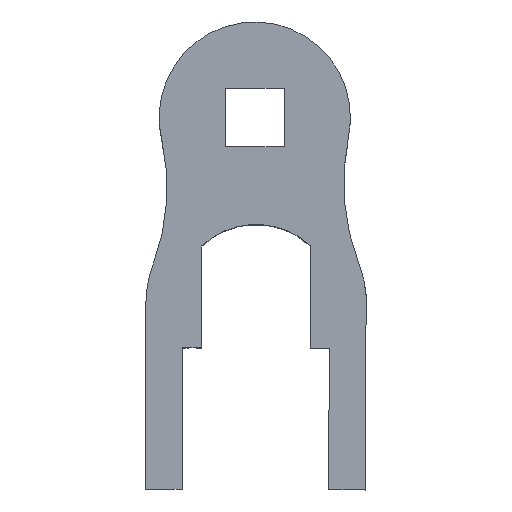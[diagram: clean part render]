
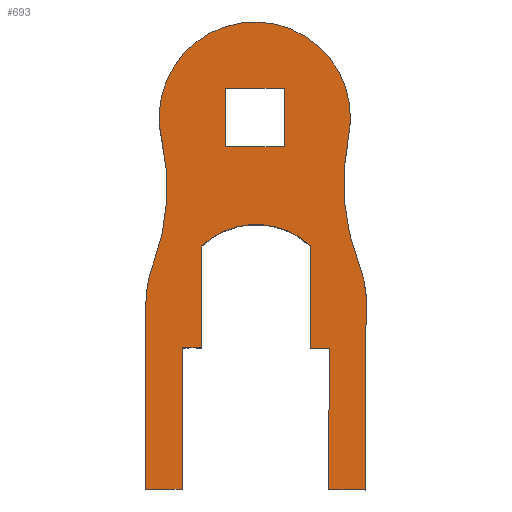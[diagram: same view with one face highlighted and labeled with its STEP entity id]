
A CAD part, top view. The second image highlights one B-rep face of the part: STEP entity #693.
In plain terms, the highlighted planar face has unit normal (0, 0, 1).
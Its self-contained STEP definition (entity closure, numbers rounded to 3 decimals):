
#28=FACE_BOUND('',#70,.T.);
#31=FACE_OUTER_BOUND('',#69,.T.);
#69=EDGE_LOOP('',(#459,#460,#461,#462,#463,#464,#465,#466,#467,#468,#469,
#470,#471,#472,#473,#474,#475,#476));
#70=EDGE_LOOP('',(#477,#478,#479,#480));
#110=CIRCLE('',#746,7.5);
#111=CIRCLE('',#747,15.);
#112=CIRCLE('',#748,6.5);
#113=CIRCLE('',#749,6.5);
#114=CIRCLE('',#750,15.);
#115=CIRCLE('',#751,7.5);
#116=CIRCLE('',#752,5.401);
#132=LINE('',#1009,#210);
#133=LINE('',#1011,#211);
#134=LINE('',#1013,#212);
#135=LINE('',#1015,#213);
#136=LINE('',#1017,#214);
#137=LINE('',#1019,#215);
#138=LINE('',#1033,#216);
#139=LINE('',#1035,#217);
#140=LINE('',#1037,#218);
#141=LINE('',#1039,#219);
#142=LINE('',#1041,#220);
#143=LINE('',#1045,#221);
#144=LINE('',#1047,#222);
#145=LINE('',#1049,#223);
#146=LINE('',#1050,#224);
#210=VECTOR('',#809,10.);
#211=VECTOR('',#810,10.);
#212=VECTOR('',#811,10.);
#213=VECTOR('',#812,10.);
#214=VECTOR('',#813,10.);
#215=VECTOR('',#814,10.);
#216=VECTOR('',#827,10.);
#217=VECTOR('',#828,10.);
#218=VECTOR('',#829,10.);
#219=VECTOR('',#830,10.);
#220=VECTOR('',#831,10.);
#221=VECTOR('',#834,10.);
#222=VECTOR('',#835,10.);
#223=VECTOR('',#836,10.);
#224=VECTOR('',#837,10.);
#288=VERTEX_POINT('',#1007);
#289=VERTEX_POINT('',#1008);
#290=VERTEX_POINT('',#1010);
#291=VERTEX_POINT('',#1012);
#292=VERTEX_POINT('',#1014);
#293=VERTEX_POINT('',#1016);
#294=VERTEX_POINT('',#1018);
#295=VERTEX_POINT('',#1020);
#296=VERTEX_POINT('',#1022);
#297=VERTEX_POINT('',#1024);
#298=VERTEX_POINT('',#1026);
#299=VERTEX_POINT('',#1028);
#300=VERTEX_POINT('',#1030);
#301=VERTEX_POINT('',#1032);
#302=VERTEX_POINT('',#1034);
#303=VERTEX_POINT('',#1036);
#304=VERTEX_POINT('',#1038);
#305=VERTEX_POINT('',#1040);
#306=VERTEX_POINT('',#1043);
#307=VERTEX_POINT('',#1044);
#308=VERTEX_POINT('',#1046);
#309=VERTEX_POINT('',#1048);
#356=EDGE_CURVE('',#288,#289,#132,.T.);
#357=EDGE_CURVE('',#290,#288,#133,.T.);
#358=EDGE_CURVE('',#291,#290,#134,.T.);
#359=EDGE_CURVE('',#292,#291,#135,.T.);
#360=EDGE_CURVE('',#293,#292,#136,.T.);
#361=EDGE_CURVE('',#294,#293,#137,.T.);
#362=EDGE_CURVE('',#295,#294,#110,.T.);
#363=EDGE_CURVE('',#296,#295,#111,.T.);
#364=EDGE_CURVE('',#297,#296,#112,.T.);
#365=EDGE_CURVE('',#298,#297,#113,.T.);
#366=EDGE_CURVE('',#299,#298,#114,.T.);
#367=EDGE_CURVE('',#300,#299,#115,.T.);
#368=EDGE_CURVE('',#301,#300,#138,.T.);
#369=EDGE_CURVE('',#302,#301,#139,.T.);
#370=EDGE_CURVE('',#303,#302,#140,.T.);
#371=EDGE_CURVE('',#304,#303,#141,.T.);
#372=EDGE_CURVE('',#305,#304,#142,.T.);
#373=EDGE_CURVE('',#289,#305,#116,.T.);
#374=EDGE_CURVE('',#306,#307,#143,.T.);
#375=EDGE_CURVE('',#308,#306,#144,.T.);
#376=EDGE_CURVE('',#309,#308,#145,.T.);
#377=EDGE_CURVE('',#307,#309,#146,.T.);
#459=ORIENTED_EDGE('',*,*,#356,.F.);
#460=ORIENTED_EDGE('',*,*,#357,.F.);
#461=ORIENTED_EDGE('',*,*,#358,.F.);
#462=ORIENTED_EDGE('',*,*,#359,.F.);
#463=ORIENTED_EDGE('',*,*,#360,.F.);
#464=ORIENTED_EDGE('',*,*,#361,.F.);
#465=ORIENTED_EDGE('',*,*,#362,.F.);
#466=ORIENTED_EDGE('',*,*,#363,.F.);
#467=ORIENTED_EDGE('',*,*,#364,.F.);
#468=ORIENTED_EDGE('',*,*,#365,.F.);
#469=ORIENTED_EDGE('',*,*,#366,.F.);
#470=ORIENTED_EDGE('',*,*,#367,.F.);
#471=ORIENTED_EDGE('',*,*,#368,.F.);
#472=ORIENTED_EDGE('',*,*,#369,.F.);
#473=ORIENTED_EDGE('',*,*,#370,.F.);
#474=ORIENTED_EDGE('',*,*,#371,.F.);
#475=ORIENTED_EDGE('',*,*,#372,.F.);
#476=ORIENTED_EDGE('',*,*,#373,.F.);
#477=ORIENTED_EDGE('',*,*,#374,.F.);
#478=ORIENTED_EDGE('',*,*,#375,.F.);
#479=ORIENTED_EDGE('',*,*,#376,.F.);
#480=ORIENTED_EDGE('',*,*,#377,.F.);
#665=PLANE('',#745);
#693=ADVANCED_FACE('',(#31,#28),#665,.T.);
#745=AXIS2_PLACEMENT_3D('',#1006,#807,#808);
#746=AXIS2_PLACEMENT_3D('',#1021,#815,#816);
#747=AXIS2_PLACEMENT_3D('',#1023,#817,#818);
#748=AXIS2_PLACEMENT_3D('',#1025,#819,#820);
#749=AXIS2_PLACEMENT_3D('',#1027,#821,#822);
#750=AXIS2_PLACEMENT_3D('',#1029,#823,#824);
#751=AXIS2_PLACEMENT_3D('',#1031,#825,#826);
#752=AXIS2_PLACEMENT_3D('',#1042,#832,#833);
#807=DIRECTION('center_axis',(0.,0.,1.));
#808=DIRECTION('ref_axis',(-1.,0.,0.));
#809=DIRECTION('',(-0.003,1.,0.));
#810=DIRECTION('',(-0.25,0.968,0.));
#811=DIRECTION('',(-1.,0.003,0.));
#812=DIRECTION('',(0.003,1.,0.));
#813=DIRECTION('',(-1.,0.006,0.));
#814=DIRECTION('',(-0.004,-1.,0.));
#815=DIRECTION('center_axis',(0.,0.,-1.));
#816=DIRECTION('ref_axis',(0.6,-0.8,0.));
#817=DIRECTION('center_axis',(0.,0.,1.));
#818=DIRECTION('ref_axis',(-0.978,0.207,0.));
#819=DIRECTION('center_axis',(0.,0.,-1.));
#820=DIRECTION('ref_axis',(0.978,-0.207,0.));
#821=DIRECTION('center_axis',(0.,0.,-1.));
#822=DIRECTION('ref_axis',(0.978,-0.207,0.));
#823=DIRECTION('center_axis',(0.,0.,1.));
#824=DIRECTION('ref_axis',(0.936,-0.352,0.));
#825=DIRECTION('center_axis',(0.,0.,-1.));
#826=DIRECTION('ref_axis',(-0.936,0.352,0.));
#827=DIRECTION('',(0.002,1.,0.));
#828=DIRECTION('',(-1.,0.,0.));
#829=DIRECTION('',(-0.003,-1.,0.));
#830=DIRECTION('',(-1.,0.003,0.));
#831=DIRECTION('',(-0.003,-1.,0.));
#832=DIRECTION('center_axis',(0.,0.,1.));
#833=DIRECTION('ref_axis',(0.685,0.728,0.));
#834=DIRECTION('',(0.,-1.,0.));
#835=DIRECTION('',(-1.,0.,0.));
#836=DIRECTION('',(0.,1.,0.));
#837=DIRECTION('',(1.,0.,0.));
#1006=CARTESIAN_POINT('Origin',(52.479,-9.402,26.));
#1007=CARTESIAN_POINT('',(56.215,-15.65,26.));
#1008=CARTESIAN_POINT('',(56.191,-8.729,26.));
#1009=CARTESIAN_POINT('',(56.192,-9.06,26.));
#1010=CARTESIAN_POINT('',(56.22,-15.671,26.));
#1011=CARTESIAN_POINT('',(55.343,-12.27,26.));
#1012=CARTESIAN_POINT('',(57.452,-15.675,26.));
#1013=CARTESIAN_POINT('',(54.341,-15.666,26.));
#1014=CARTESIAN_POINT('',(57.425,-25.291,26.));
#1015=CARTESIAN_POINT('',(57.461,-12.546,26.));
#1016=CARTESIAN_POINT('',(59.913,-25.305,26.));
#1017=CARTESIAN_POINT('',(54.907,-25.277,26.));
#1018=CARTESIAN_POINT('',(59.958,-13.367,26.));
#1019=CARTESIAN_POINT('',(59.943,-17.368,26.));
#1020=CARTESIAN_POINT('',(59.473,-9.924,26.));
#1021=CARTESIAN_POINT('Origin',(52.491,-12.664,26.));
#1022=CARTESIAN_POINT('',(58.76,-1.343,26.));
#1023=CARTESIAN_POINT('Origin',(73.436,-4.443,26.));
#1024=CARTESIAN_POINT('',(46.04,1.343,26.));
#1025=CARTESIAN_POINT('Origin',(52.4,0.,26.));
#1026=CARTESIAN_POINT('',(46.06,-1.435,26.));
#1027=CARTESIAN_POINT('Origin',(52.4,0.,26.));
#1028=CARTESIAN_POINT('',(45.471,-10.024,26.));
#1029=CARTESIAN_POINT('Origin',(31.43,-4.746,26.));
#1030=CARTESIAN_POINT('',(44.991,-12.65,26.));
#1031=CARTESIAN_POINT('Origin',(52.491,-12.664,26.));
#1032=CARTESIAN_POINT('',(44.968,-25.263,26.));
#1033=CARTESIAN_POINT('',(44.994,-11.019,26.));
#1034=CARTESIAN_POINT('',(47.456,-25.263,26.));
#1035=CARTESIAN_POINT('',(48.723,-25.263,26.));
#1036=CARTESIAN_POINT('',(47.483,-15.647,26.));
#1037=CARTESIAN_POINT('',(47.478,-17.326,26.));
#1038=CARTESIAN_POINT('',(48.772,-15.65,26.));
#1039=CARTESIAN_POINT('',(50.226,-15.654,26.));
#1040=CARTESIAN_POINT('',(48.791,-8.729,26.));
#1041=CARTESIAN_POINT('',(48.781,-12.521,26.));
#1042=CARTESIAN_POINT('Origin',(52.491,-12.664,26.));
#1043=CARTESIAN_POINT('',(50.4,2.,26.));
#1044=CARTESIAN_POINT('',(50.4,-2.,26.));
#1045=CARTESIAN_POINT('',(50.4,-5.701,26.));
#1046=CARTESIAN_POINT('',(54.4,2.,26.));
#1047=CARTESIAN_POINT('',(51.44,2.,26.));
#1048=CARTESIAN_POINT('',(54.4,-2.,26.));
#1049=CARTESIAN_POINT('',(54.4,-3.701,26.));
#1050=CARTESIAN_POINT('',(53.44,-2.,26.));
